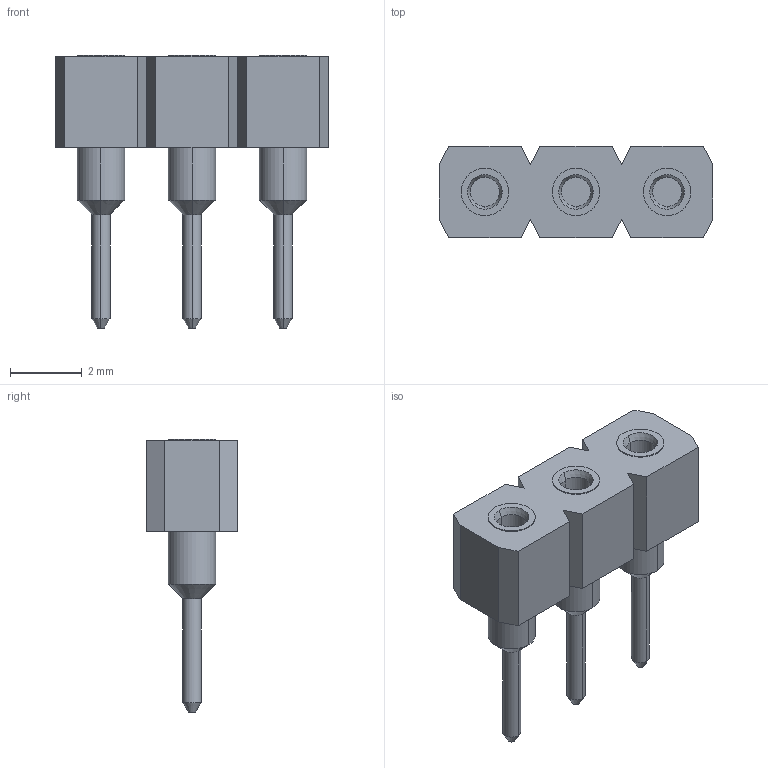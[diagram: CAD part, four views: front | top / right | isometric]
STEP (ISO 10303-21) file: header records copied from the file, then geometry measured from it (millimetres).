
FILE_DESCRIPTION((''),'2;1');
FILE_NAME('SAMTEC_SS-103-G-22.stp','2014-02-21T13:28:39',(''),(''),'Mechanical Desktop 2011','Mechanical Desktop 2011',', , ');
FILE_SCHEMA(('AUTOMOTIVE_DESIGN { 1 2 10303 214 1 1 1 1 }'));
Length unit declared in the file: millimetre
Products named in the file (1): Product
Bounding box: 7.62 x 2.54 x 7.62 mm (x, y, z)
Volume: 54.4 mm3; surface area: 198.3 mm2
Topology: 4 solids, 4 shells, 73 faces, 168 edges, 106 vertices
Faces by surface type: plane 31, cylinder 24, cone 18
Entity records: 2125 total; most frequent: DIRECTION 382, CARTESIAN_POINT 348, ORIENTED_EDGE 336, EDGE_CURVE 168, AXIS2_PLACEMENT_3D 140, VERTEX_POINT 106, VECTOR 102, LINE 102
